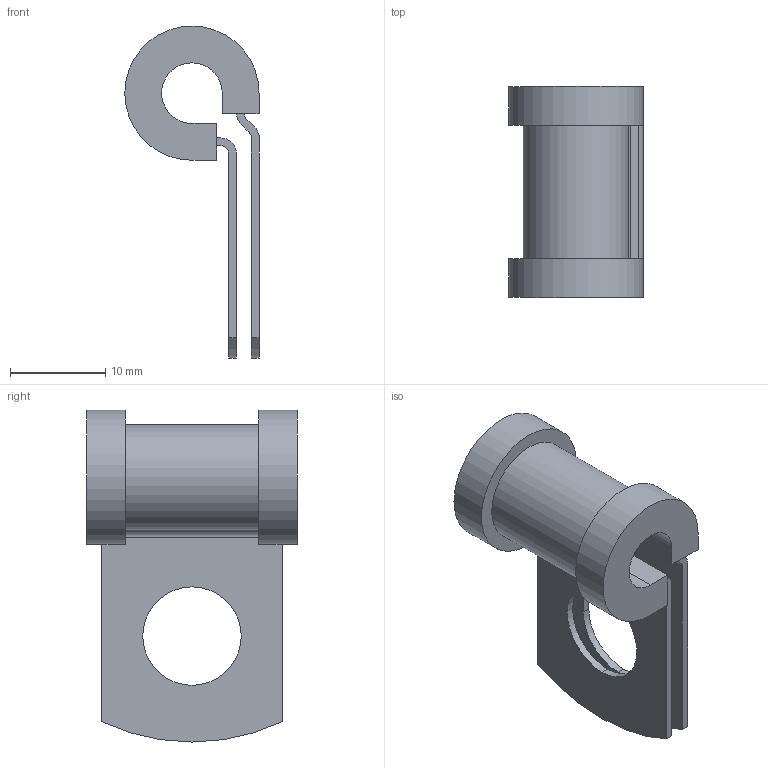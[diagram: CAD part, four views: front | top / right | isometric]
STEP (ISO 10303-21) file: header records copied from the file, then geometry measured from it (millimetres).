
FILE_DESCRIPTION (( 'STEP AP214' ), '1' );
FILE_NAME ('COL0413Z1.step', '2018-10-26T19:28:38', ( 'User' ), ( 'Microsoft' ), 'SwSTEP 2.0', 'SolidWorks 2018', '' );
FILE_SCHEMA (( 'AUTOMOTIVE_DESIGN' ));
Length unit declared in the file: inch
Products named in the file (1): COL0413Z1
Bounding box: 14.09 x 22.1 x 34.8 mm (x, y, z)
Volume: 2322.1 mm3; surface area: 3225.4 mm2
Topology: 1 solids, 1 shells, 44 faces, 124 edges, 82 vertices
Faces by surface type: plane 27, cylinder 17
Entity records: 1669 total; most frequent: CARTESIAN_POINT 251, DIRECTION 248, ORIENTED_EDGE 248, EDGE_CURVE 124, VECTOR 90, LINE 90, VERTEX_POINT 82, AXIS2_PLACEMENT_3D 79
